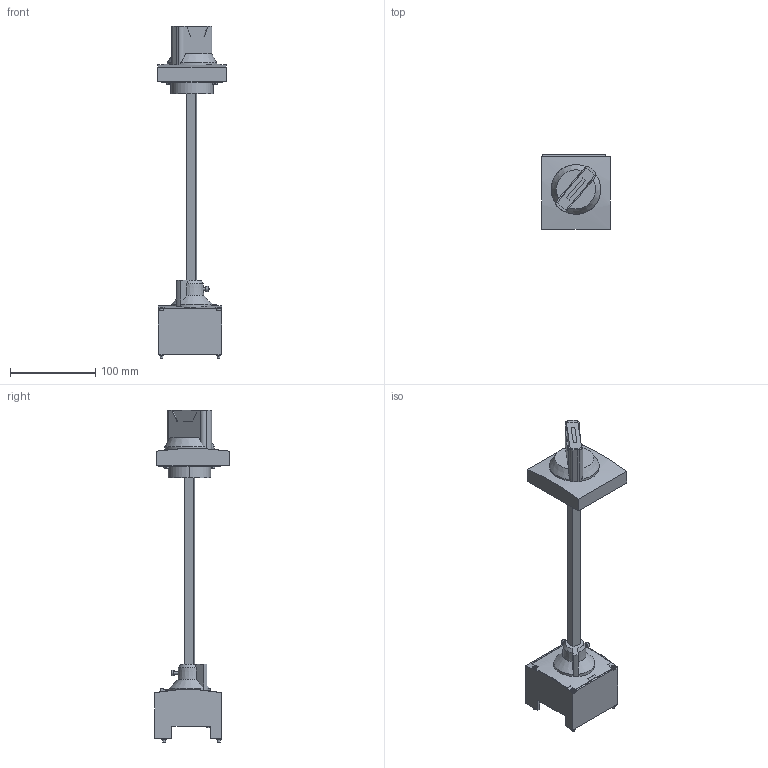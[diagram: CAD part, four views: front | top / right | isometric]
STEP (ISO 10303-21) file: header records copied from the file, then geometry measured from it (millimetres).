
FILE_DESCRIPTION((''),'2;1');
FILE_NAME('1655055586353_ASM','2022-06-12T23:10:08',('SESA621925'),('Schneider-Electric'),'CREO PARAMETRIC BY PTC INC, 2019471','CREO PARAMETRIC BY PTC INC, 2019471','');
FILE_SCHEMA(('AP242_MANAGED_MODEL_BASED_3D_ENGINEERING_MIM_LF { 1 0 10303 442 1 1 4 }'));
Length unit declared in the file: millimetre
Products named in the file (6): EMPTYNODE_1655055586504_ASM; DIRECT-ROTARY-HANDLE-200; DIRECT-ROTARY-HANDLE-200-3D_ASM; ROTARY-HANDLE1; ROTARY-HANDLE1-3D_ASM; 1655055586353_ASM
Assembly tree (5 placements, depth 3):
  1655055586353_ASM
    EMPTYNODE_1655055586504_ASM
    DIRECT-ROTARY-HANDLE-200-3D_ASM
      DIRECT-ROTARY-HANDLE-200
    ROTARY-HANDLE1-3D_ASM
      ROTARY-HANDLE1
Bounding box: 80 x 87.68 x 389.2 mm (x, y, z)
Volume: 396288.5 mm3; surface area: 107914.8 mm2
Topology: 2 solids, 2 shells, 704 faces, 1921 edges, 1296 vertices
Faces by surface type: plane 545, cylinder 154, cone 5
Entity records: 32289 total; most frequent: CARTESIAN_POINT 4202, ORIENTED_EDGE 3808, DIRECTION 3723, PRESENTATION_STYLE_ASSIGNMENT 2210, STYLED_ITEM 1929, CURVE_STYLE 1925, EDGE_CURVE 1904, VECTOR 1493
